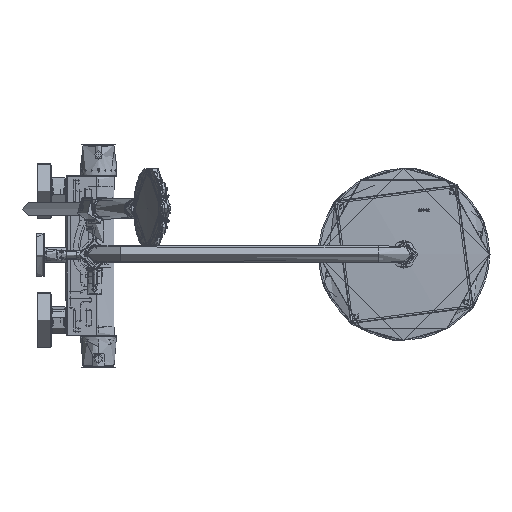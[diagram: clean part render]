
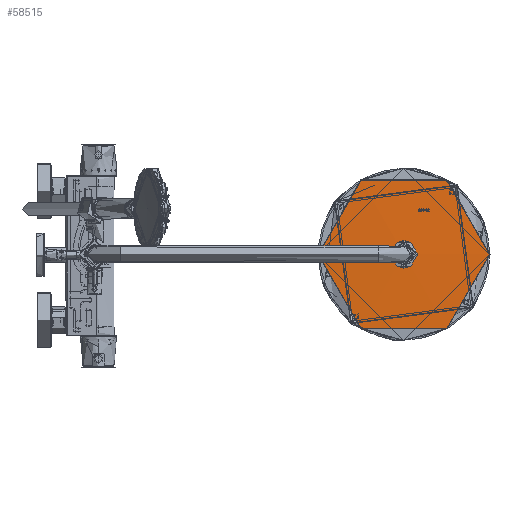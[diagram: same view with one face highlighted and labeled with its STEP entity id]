
A CAD part, top view. The second image highlights one B-rep face of the part: STEP entity #58515.
In plain terms, the highlighted spherical face has radius 3234.33 mm.
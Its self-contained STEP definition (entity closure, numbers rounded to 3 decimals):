
#203=SPHERICAL_SURFACE('',#79879,3234.333);
#13623=ORIENTED_EDGE('',*,*,#26382,.T.);
#13624=ORIENTED_EDGE('',*,*,#26383,.T.);
#26382=EDGE_CURVE('',#33676,#33676,#39258,.T.);
#26383=EDGE_CURVE('',#33677,#33677,#39259,.T.);
#33676=VERTEX_POINT('',#109068);
#33677=VERTEX_POINT('',#109070);
#39258=CIRCLE('',#79880,14.151);
#39259=CIRCLE('',#79881,100.166);
#44825=EDGE_LOOP('',(#13623));
#44826=EDGE_LOOP('',(#13624));
#52057=FACE_BOUND('',#44825,.T.);
#52058=FACE_BOUND('',#44826,.T.);
#58515=ADVANCED_FACE('',(#52057,#52058),#203,.T.);
#79879=AXIS2_PLACEMENT_3D('',#109066,#91481,#91482);
#79880=AXIS2_PLACEMENT_3D('',#109067,#91483,#91484);
#79881=AXIS2_PLACEMENT_3D('',#109069,#91485,#91486);
#91481=DIRECTION('',(0.,1.,0.));
#91482=DIRECTION('',(0.,0.,-1.));
#91483=DIRECTION('',(0.,0.,-1.));
#91484=DIRECTION('',(-1.,0.,0.));
#91485=DIRECTION('',(0.,0.,1.));
#91486=DIRECTION('',(1.,0.,0.));
#109066=CARTESIAN_POINT('',(0.,0.,
-3233.333));
#109067=CARTESIAN_POINT('',(0.,0.,
0.969));
#109068=CARTESIAN_POINT('',(-14.151,0.,0.969));
#109069=CARTESIAN_POINT('',(0.,0.,-0.551));
#109070=CARTESIAN_POINT('',(100.166,0.,-0.551));
